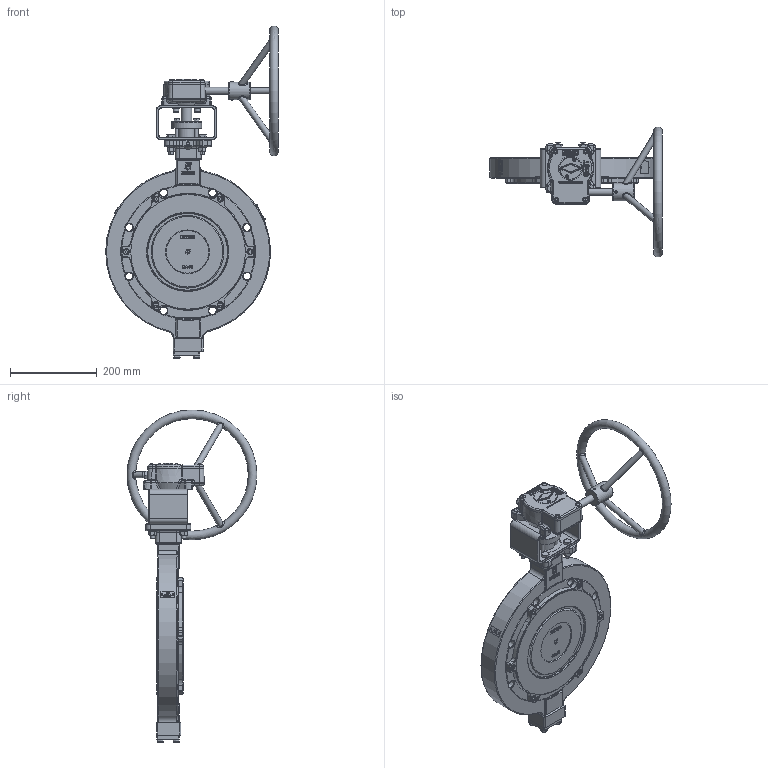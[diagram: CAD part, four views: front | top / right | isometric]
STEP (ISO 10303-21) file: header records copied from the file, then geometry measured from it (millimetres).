
FILE_DESCRIPTION(('HOOPS Exchange Step'),'2;1');
FILE_NAME('AK14_DN200_PN10_Getriebe.stp','2024-11-22T14:14:56+01:00',('nieru'),('Unknown organisation'),'HOOPS Exchange 2024.2','HOOPS Exchange','Unknown authorisation');
FILE_SCHEMA( ('AP203_CONFIGURATION_CONTROLLED_3D_DESIGN_OF_MECHANICAL_PARTS_AND_ASSEMBLIES_MIM_LF') );
Length unit declared in the file: millimetre
Products named in the file (10): 0; root
Assembly tree (9 placements, depth 4):
  root
    0
    0
      0
      0
      0
        0
      0
      0
      0
Bounding box: 399.09 x 300 x 767.4 mm (x, y, z)
Volume: 6033059 mm3; surface area: 809475.4 mm2
Topology: 83 solids, 710 shells, 3285 faces, 9475 edges, 7004 vertices
Faces by surface type: plane 927, bspline 914, cylinder 792, cone 323, torus 272, sphere 57
Full cylindrical faces by diameter (mm): 4.2 x2, 8 x7, 9 x4, 10.106 x4, 10.5 x4, 11 x4, 12 x2, 13 x12, 14 x3, 14.8 x4, 16 x5, 17.15 x1, 18.1 x4, 22 x2, 25 x1, 30 x6, 35 x1, 40 x1, 41.769 x1, 52 x1, 56 x1, 69.5 x1, 75 x1, 182 x1, 195.43 x1, 204 x1
Entity records: 272655 total; most frequent: CARTESIAN_POINT 190659, ORIENTED_EDGE 15808, DIRECTION 14737, EDGE_CURVE 9401, VERTEX_POINT 7003, AXIS2_PLACEMENT_3D 5771, EDGE_LOOP 3506, FACE_BOUND 3506
